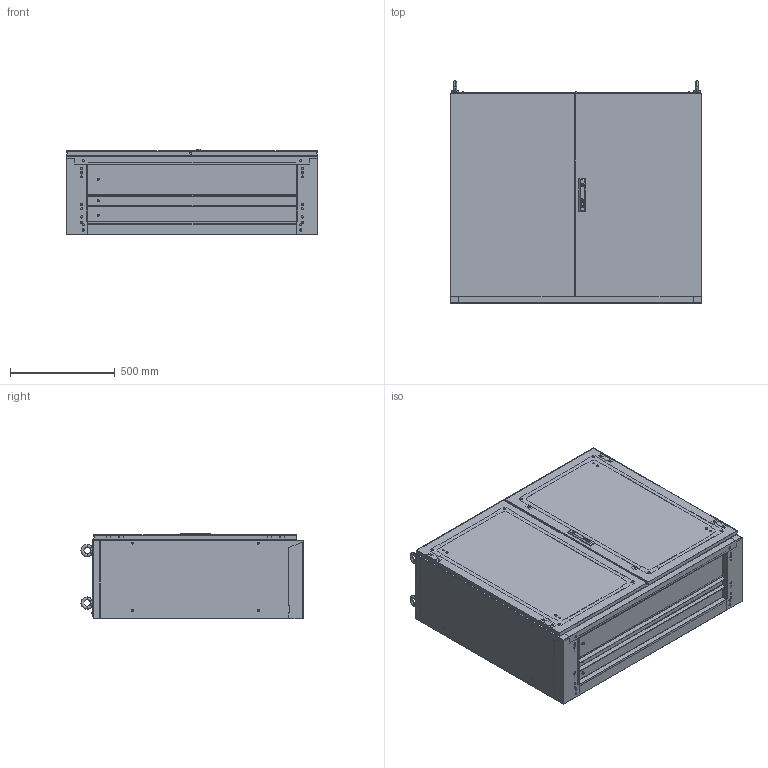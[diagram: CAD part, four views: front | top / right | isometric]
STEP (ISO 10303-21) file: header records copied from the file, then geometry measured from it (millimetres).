
FILE_DESCRIPTION (( 'STEP AP214' ), '1' );
FILE_NAME ('0390-1210-40-07.step', '2022-07-28T11:05:05', ( '' ), ( '' ), 'SwSTEP 2.0', 'SolidWorks 2019', '' );
FILE_SCHEMA (( 'AUTOMOTIVE_DESIGN' ));
Length unit declared in the file: millimetre
Products named in the file (7): Korpus_ss_1210-40; Dachplatte_ss_0390-1200-40-07; Bodenplattensatz_s_0396-1200-40-03; Tuer2_s_0395-1210-05-97; TuerLP_s_0395-1210-01-97; TuerGG_s_0395-1210-02-97; 0390-1210-40-07
Assembly tree (6 placements, depth 3):
  0390-1210-40-07
    Korpus_ss_1210-40
    Tuer2_s_0395-1210-05-97
      TuerGG_s_0395-1210-02-97
      TuerLP_s_0395-1210-01-97
    Dachplatte_ss_0390-1200-40-07
    Bodenplattensatz_s_0396-1200-40-03
Bounding box: 1200 x 1057.99 x 407.5 mm (x, y, z)
Volume: 10241699 mm3; surface area: 10886334.6 mm2
Topology: 43 solids, 43 shells, 4201 faces, 11115 edges, 7352 vertices
Faces by surface type: plane 2261, cylinder 1740, cone 162, torus 24, bspline 14
Entity records: 159252 total; most frequent: CARTESIAN_POINT 24761, DIRECTION 22954, ORIENTED_EDGE 22230, EDGE_CURVE 11115, AXIS2_PLACEMENT_3D 7933, VERTEX_POINT 7352, VECTOR 7088, LINE 7088
